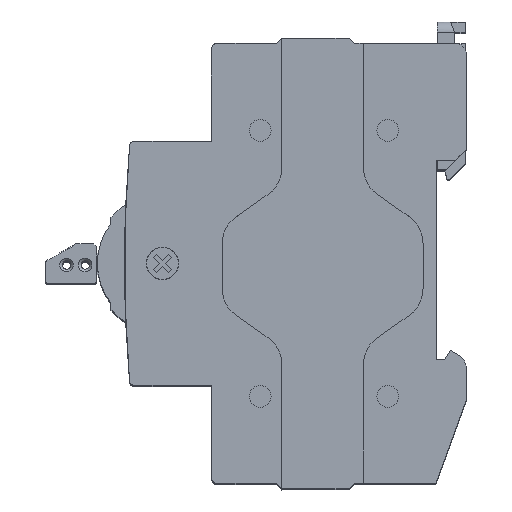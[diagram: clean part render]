
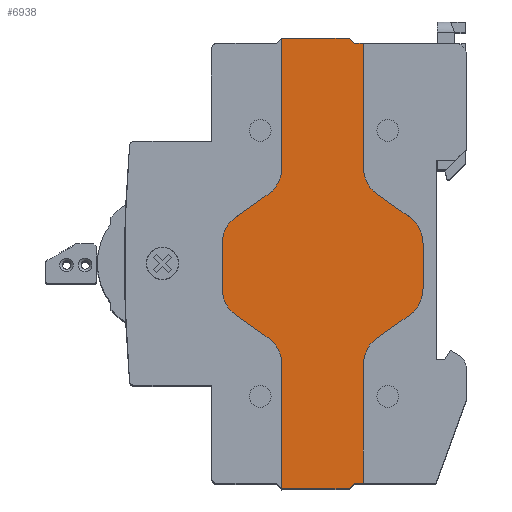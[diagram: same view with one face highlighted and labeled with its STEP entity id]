
A CAD part, top view. The second image highlights one B-rep face of the part: STEP entity #6938.
In plain terms, the highlighted planar face has unit normal (0, 0, 1).
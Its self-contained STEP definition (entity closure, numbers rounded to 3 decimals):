
#329=CIRCLE('',#7509,6.);
#330=CIRCLE('',#7512,6.);
#331=CIRCLE('',#7515,6.);
#332=CIRCLE('',#7518,6.);
#333=CIRCLE('',#7522,6.);
#334=CIRCLE('',#7525,6.);
#335=CIRCLE('',#7528,6.);
#336=CIRCLE('',#7531,6.);
#2045=ORIENTED_EDGE('',*,*,#2512,.F.);
#2046=ORIENTED_EDGE('',*,*,#3172,.F.);
#2047=ORIENTED_EDGE('',*,*,#3170,.F.);
#2048=ORIENTED_EDGE('',*,*,#3168,.F.);
#2049=ORIENTED_EDGE('',*,*,#3166,.F.);
#2050=ORIENTED_EDGE('',*,*,#3164,.F.);
#2051=ORIENTED_EDGE('',*,*,#3162,.F.);
#2052=ORIENTED_EDGE('',*,*,#3160,.F.);
#2053=ORIENTED_EDGE('',*,*,#3158,.F.);
#2054=ORIENTED_EDGE('',*,*,#3156,.F.);
#2055=ORIENTED_EDGE('',*,*,#2472,.F.);
#2056=ORIENTED_EDGE('',*,*,#2432,.F.);
#2057=ORIENTED_EDGE('',*,*,#2940,.F.);
#2058=ORIENTED_EDGE('',*,*,#3155,.F.);
#2059=ORIENTED_EDGE('',*,*,#3153,.F.);
#2060=ORIENTED_EDGE('',*,*,#3151,.F.);
#2061=ORIENTED_EDGE('',*,*,#3149,.F.);
#2062=ORIENTED_EDGE('',*,*,#3147,.F.);
#2063=ORIENTED_EDGE('',*,*,#3145,.F.);
#2064=ORIENTED_EDGE('',*,*,#3143,.F.);
#2065=ORIENTED_EDGE('',*,*,#3141,.F.);
#2066=ORIENTED_EDGE('',*,*,#3139,.F.);
#2067=ORIENTED_EDGE('',*,*,#2428,.F.);
#2068=ORIENTED_EDGE('',*,*,#2459,.F.);
#2428=EDGE_CURVE('',#3358,#3356,#4015,.T.);
#2432=EDGE_CURVE('',#3362,#3363,#4019,.T.);
#2459=EDGE_CURVE('',#3388,#3358,#4046,.T.);
#2472=EDGE_CURVE('',#3363,#3399,#4055,.T.);
#2512=EDGE_CURVE('',#3437,#3388,#4083,.T.);
#2940=EDGE_CURVE('',#3747,#3362,#4416,.T.);
#3139=EDGE_CURVE('',#3356,#3844,#4567,.T.);
#3141=EDGE_CURVE('',#3844,#3845,#329,.T.);
#3143=EDGE_CURVE('',#3845,#3846,#4570,.T.);
#3145=EDGE_CURVE('',#3846,#3847,#330,.T.);
#3147=EDGE_CURVE('',#3847,#3848,#4573,.T.);
#3149=EDGE_CURVE('',#3848,#3849,#331,.T.);
#3151=EDGE_CURVE('',#3849,#3850,#4576,.T.);
#3153=EDGE_CURVE('',#3850,#3851,#332,.T.);
#3155=EDGE_CURVE('',#3851,#3747,#4579,.T.);
#3156=EDGE_CURVE('',#3399,#3852,#4580,.T.);
#3158=EDGE_CURVE('',#3852,#3853,#333,.T.);
#3160=EDGE_CURVE('',#3853,#3854,#4583,.T.);
#3162=EDGE_CURVE('',#3854,#3855,#334,.T.);
#3164=EDGE_CURVE('',#3855,#3856,#4586,.T.);
#3166=EDGE_CURVE('',#3856,#3857,#335,.T.);
#3168=EDGE_CURVE('',#3857,#3858,#4589,.T.);
#3170=EDGE_CURVE('',#3858,#3859,#336,.T.);
#3172=EDGE_CURVE('',#3859,#3437,#4592,.T.);
#3356=VERTEX_POINT('',#9829);
#3358=VERTEX_POINT('',#9833);
#3362=VERTEX_POINT('',#9842);
#3363=VERTEX_POINT('',#9844);
#3388=VERTEX_POINT('',#9896);
#3399=VERTEX_POINT('',#9922);
#3437=VERTEX_POINT('',#10001);
#3747=VERTEX_POINT('',#10905);
#3844=VERTEX_POINT('',#11351);
#3845=VERTEX_POINT('',#11355);
#3846=VERTEX_POINT('',#11359);
#3847=VERTEX_POINT('',#11363);
#3848=VERTEX_POINT('',#11367);
#3849=VERTEX_POINT('',#11371);
#3850=VERTEX_POINT('',#11375);
#3851=VERTEX_POINT('',#11379);
#3852=VERTEX_POINT('',#11385);
#3853=VERTEX_POINT('',#11389);
#3854=VERTEX_POINT('',#11393);
#3855=VERTEX_POINT('',#11397);
#3856=VERTEX_POINT('',#11401);
#3857=VERTEX_POINT('',#11405);
#3858=VERTEX_POINT('',#11409);
#3859=VERTEX_POINT('',#11413);
#4015=LINE('',#9834,#4766);
#4019=LINE('',#9843,#4770);
#4046=LINE('',#9897,#4797);
#4055=LINE('',#9921,#4806);
#4083=LINE('',#10002,#4834);
#4416=LINE('',#10911,#5167);
#4567=LINE('',#11350,#5318);
#4570=LINE('',#11358,#5321);
#4573=LINE('',#11366,#5324);
#4576=LINE('',#11374,#5327);
#4579=LINE('',#11382,#5330);
#4580=LINE('',#11384,#5331);
#4583=LINE('',#11392,#5334);
#4586=LINE('',#11400,#5337);
#4589=LINE('',#11408,#5340);
#4592=LINE('',#11416,#5343);
#4766=VECTOR('',#7851,1000.);
#4770=VECTOR('',#7857,1000.);
#4797=VECTOR('',#7886,1000.);
#4806=VECTOR('',#7905,1000.);
#4834=VECTOR('',#7961,1000.);
#5167=VECTOR('',#8764,1000.);
#5318=VECTOR('',#9241,1000.);
#5321=VECTOR('',#9250,1000.);
#5324=VECTOR('',#9259,1000.);
#5327=VECTOR('',#9268,1000.);
#5330=VECTOR('',#9277,1000.);
#5331=VECTOR('',#9280,1000.);
#5334=VECTOR('',#9289,1000.);
#5337=VECTOR('',#9298,1000.);
#5340=VECTOR('',#9307,1000.);
#5343=VECTOR('',#9316,1000.);
#5806=EDGE_LOOP('',(#2045,#2046,#2047,#2048,#2049,#2050,#2051,#2052,#2053,
#2054,#2055,#2056,#2057,#2058,#2059,#2060,#2061,#2062,#2063,#2064,#2065,
#2066,#2067,#2068));
#6255=FACE_BOUND('',#5806,.T.);
#6566=PLANE('',#7533);
#6938=ADVANCED_FACE('',(#6255),#6566,.T.);
#7509=AXIS2_PLACEMENT_3D('',#11354,#9245,#9246);
#7512=AXIS2_PLACEMENT_3D('',#11362,#9254,#9255);
#7515=AXIS2_PLACEMENT_3D('',#11370,#9263,#9264);
#7518=AXIS2_PLACEMENT_3D('',#11378,#9272,#9273);
#7522=AXIS2_PLACEMENT_3D('',#11388,#9284,#9285);
#7525=AXIS2_PLACEMENT_3D('',#11396,#9293,#9294);
#7528=AXIS2_PLACEMENT_3D('',#11404,#9302,#9303);
#7531=AXIS2_PLACEMENT_3D('',#11412,#9311,#9312);
#7533=AXIS2_PLACEMENT_3D('',#11417,#9317,#9318);
#7851=DIRECTION('',(-1.,0.,0.));
#7857=DIRECTION('',(0.707,-0.707,0.));
#7886=DIRECTION('',(-0.707,-0.707,0.));
#7905=DIRECTION('',(1.,0.,0.));
#7961=DIRECTION('',(-1.,0.,0.));
#8764=DIRECTION('',(1.,0.,0.));
#9241=DIRECTION('',(0.,1.,0.));
#9245=DIRECTION('',(0.,0.,1.));
#9246=DIRECTION('',(0.,1.,0.));
#9250=DIRECTION('',(-0.819,0.574,0.));
#9254=DIRECTION('',(0.,0.,-1.));
#9255=DIRECTION('',(0.,1.,0.));
#9259=DIRECTION('',(0.,1.,0.));
#9263=DIRECTION('',(0.,0.,-1.));
#9264=DIRECTION('',(0.,1.,0.));
#9268=DIRECTION('',(0.819,0.574,0.));
#9272=DIRECTION('',(0.,0.,1.));
#9273=DIRECTION('',(0.,1.,0.));
#9277=DIRECTION('',(0.,1.,0.));
#9280=DIRECTION('',(0.,-1.,0.));
#9284=DIRECTION('',(0.,0.,1.));
#9285=DIRECTION('',(0.,1.,0.));
#9289=DIRECTION('',(0.819,-0.574,0.));
#9293=DIRECTION('',(0.,0.,-1.));
#9294=DIRECTION('',(0.,1.,0.));
#9298=DIRECTION('',(0.,-1.,0.));
#9302=DIRECTION('',(0.,0.,-1.));
#9303=DIRECTION('',(0.,1.,0.));
#9307=DIRECTION('',(-0.819,-0.574,0.));
#9311=DIRECTION('',(0.,0.,1.));
#9312=DIRECTION('',(0.,1.,0.));
#9316=DIRECTION('',(0.,-1.,0.));
#9317=DIRECTION('',(0.,0.,1.));
#9318=DIRECTION('',(1.,0.,0.));
#9829=CARTESIAN_POINT('',(0.,-41.5,26.7));
#9833=CARTESIAN_POINT('',(12.36,-41.5,26.7));
#9834=CARTESIAN_POINT('',(0.,-41.5,26.7));
#9842=CARTESIAN_POINT('',(12.36,41.5,26.7));
#9843=CARTESIAN_POINT('',(13.36,40.5,26.7));
#9844=CARTESIAN_POINT('',(13.36,40.5,26.7));
#9896=CARTESIAN_POINT('',(13.36,-40.5,26.7));
#9897=CARTESIAN_POINT('',(13.36,-40.5,26.7));
#9921=CARTESIAN_POINT('',(13.36,40.5,26.7));
#9922=CARTESIAN_POINT('',(15.,40.5,26.7));
#10001=CARTESIAN_POINT('',(15.,-40.5,26.7));
#10002=CARTESIAN_POINT('',(13.36,-40.5,26.7));
#10905=CARTESIAN_POINT('',(0.,41.5,26.7));
#10911=CARTESIAN_POINT('',(0.,41.5,26.7));
#11350=CARTESIAN_POINT('',(0.,-18.623,26.7));
#11351=CARTESIAN_POINT('',(0.,-18.623,26.7));
#11354=CARTESIAN_POINT('',(-6.,-18.623,26.7));
#11355=CARTESIAN_POINT('',(-2.559,-13.708,26.7));
#11358=CARTESIAN_POINT('',(-8.441,-9.589,26.7));
#11359=CARTESIAN_POINT('',(-8.441,-9.589,26.7));
#11362=CARTESIAN_POINT('',(-5.,-4.674,26.7));
#11363=CARTESIAN_POINT('',(-11.,-4.674,26.7));
#11366=CARTESIAN_POINT('',(-11.,3.674,26.7));
#11367=CARTESIAN_POINT('',(-11.,3.674,26.7));
#11370=CARTESIAN_POINT('',(-5.,3.674,26.7));
#11371=CARTESIAN_POINT('',(-8.441,8.589,26.7));
#11374=CARTESIAN_POINT('',(-8.441,8.589,26.7));
#11375=CARTESIAN_POINT('',(-2.559,12.708,26.7));
#11378=CARTESIAN_POINT('',(-6.,17.623,26.7));
#11379=CARTESIAN_POINT('',(0.,17.623,26.7));
#11382=CARTESIAN_POINT('',(0.,41.5,26.7));
#11384=CARTESIAN_POINT('',(15.,17.623,26.7));
#11385=CARTESIAN_POINT('',(15.,17.623,26.7));
#11388=CARTESIAN_POINT('',(21.,17.623,26.7));
#11389=CARTESIAN_POINT('',(17.559,12.708,26.7));
#11392=CARTESIAN_POINT('',(17.559,12.708,26.7));
#11393=CARTESIAN_POINT('',(23.441,8.589,26.7));
#11396=CARTESIAN_POINT('',(20.,3.674,26.7));
#11397=CARTESIAN_POINT('',(26.,3.674,26.7));
#11400=CARTESIAN_POINT('',(26.,-4.674,26.7));
#11401=CARTESIAN_POINT('',(26.,-4.674,26.7));
#11404=CARTESIAN_POINT('',(20.,-4.674,26.7));
#11405=CARTESIAN_POINT('',(23.441,-9.589,26.7));
#11408=CARTESIAN_POINT('',(17.559,-13.708,26.7));
#11409=CARTESIAN_POINT('',(17.559,-13.708,26.7));
#11412=CARTESIAN_POINT('',(21.,-18.623,26.7));
#11413=CARTESIAN_POINT('',(15.,-18.623,26.7));
#11416=CARTESIAN_POINT('',(15.,-40.5,26.7));
#11417=CARTESIAN_POINT('',(-6.,-18.623,26.7));
